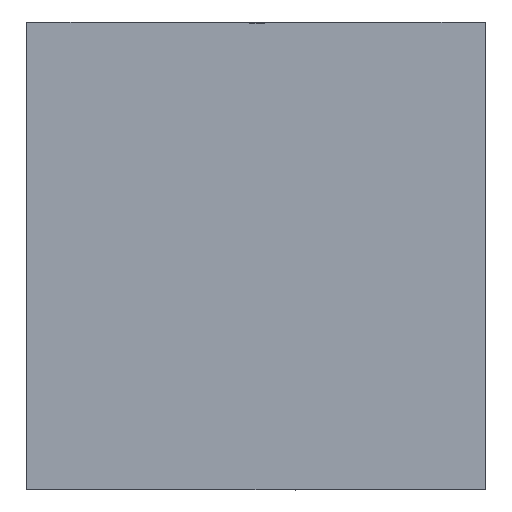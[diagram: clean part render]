
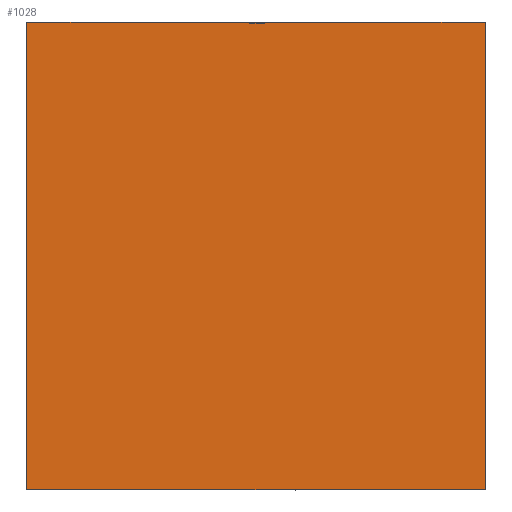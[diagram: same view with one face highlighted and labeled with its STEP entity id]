
A CAD part, front view. The second image highlights one B-rep face of the part: STEP entity #1028.
In plain terms, the highlighted planar face has unit normal (0, -1, 0).
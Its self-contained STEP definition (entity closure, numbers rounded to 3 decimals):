
#15=(
BOUNDED_CURVE()
B_SPLINE_CURVE(2,(#12498,#12499,#12500),.UNSPECIFIED.,.F.,.F.)
B_SPLINE_CURVE_WITH_KNOTS((3,3),(0.,0.16),.UNSPECIFIED.)
CURVE()
GEOMETRIC_REPRESENTATION_ITEM()
RATIONAL_B_SPLINE_CURVE((1.,1.009,1.))
REPRESENTATION_ITEM('')
);
#27=PLANE('',#1103);
#70=FACE_OUTER_BOUND('',#116,.T.);
#116=EDGE_LOOP('',(#883,#884,#885,#886,#887,#888));
#265=LINE('',#11834,#323);
#274=LINE('',#12940,#332);
#275=LINE('',#12941,#333);
#276=LINE('',#12943,#334);
#277=LINE('',#12944,#335);
#323=VECTOR('',#1226,10.);
#332=VECTOR('',#1253,10.);
#333=VECTOR('',#1254,10.);
#334=VECTOR('',#1255,10.);
#335=VECTOR('',#1256,10.);
#456=VERTEX_POINT('',#11831);
#457=VERTEX_POINT('',#11833);
#466=VERTEX_POINT('',#12495);
#467=VERTEX_POINT('',#12497);
#468=VERTEX_POINT('',#12939);
#469=VERTEX_POINT('',#12942);
#598=EDGE_CURVE('',#456,#457,#265,.T.);
#619=EDGE_CURVE('',#466,#467,#15,.T.);
#622=EDGE_CURVE('',#468,#466,#274,.T.);
#623=EDGE_CURVE('',#457,#468,#275,.T.);
#624=EDGE_CURVE('',#456,#469,#276,.T.);
#625=EDGE_CURVE('',#467,#469,#277,.T.);
#883=ORIENTED_EDGE('',*,*,#619,.F.);
#884=ORIENTED_EDGE('',*,*,#622,.F.);
#885=ORIENTED_EDGE('',*,*,#623,.F.);
#886=ORIENTED_EDGE('',*,*,#598,.F.);
#887=ORIENTED_EDGE('',*,*,#624,.T.);
#888=ORIENTED_EDGE('',*,*,#625,.F.);
#1028=ADVANCED_FACE('',(#70),#27,.T.);
#1103=AXIS2_PLACEMENT_3D('',#12938,#1251,#1252);
#1226=DIRECTION('',(-1.,0.,0.));
#1251=DIRECTION('center_axis',(0.,-1.,0.));
#1252=DIRECTION('ref_axis',(1.,0.,0.));
#1253=DIRECTION('',(1.,0.,0.));
#1254=DIRECTION('',(0.,0.,1.));
#1255=DIRECTION('',(0.,0.,1.));
#1256=DIRECTION('',(1.,0.,0.));
#11831=CARTESIAN_POINT('',(9.325,10.375,-9.525));
#11833=CARTESIAN_POINT('',(-9.325,10.375,-9.525));
#11834=CARTESIAN_POINT('',(-9.325,10.375,-9.525));
#12495=CARTESIAN_POINT('',(-0.801,10.375,9.525));
#12497=CARTESIAN_POINT('',(0.801,10.375,9.525));
#12498=CARTESIAN_POINT('Ctrl Pts',(-0.801,10.375,9.525));
#12499=CARTESIAN_POINT('Ctrl Pts',(0.,10.375,9.417));
#12500=CARTESIAN_POINT('Ctrl Pts',(0.801,10.375,9.525));
#12938=CARTESIAN_POINT('Origin',(-9.325,10.375,0.));
#12939=CARTESIAN_POINT('',(-9.325,10.375,9.525));
#12940=CARTESIAN_POINT('',(-9.325,10.375,9.525));
#12941=CARTESIAN_POINT('',(-9.325,10.375,0.));
#12942=CARTESIAN_POINT('',(9.325,10.375,9.525));
#12943=CARTESIAN_POINT('',(9.325,10.375,0.));
#12944=CARTESIAN_POINT('',(-9.325,10.375,9.525));
